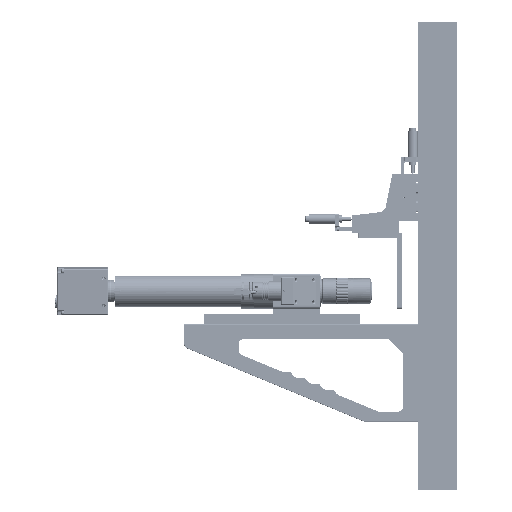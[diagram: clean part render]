
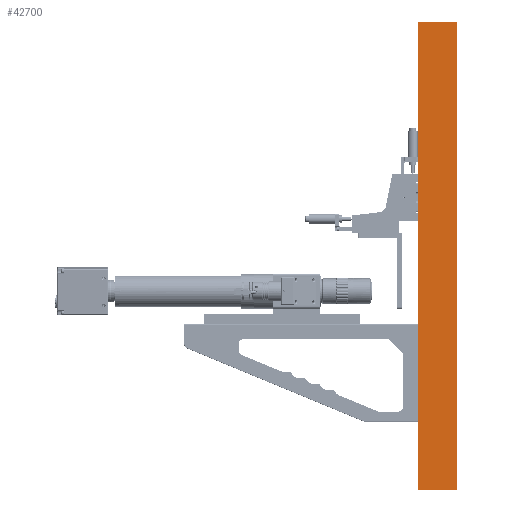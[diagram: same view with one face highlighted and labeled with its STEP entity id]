
A CAD part, left-side view. The second image highlights one B-rep face of the part: STEP entity #42700.
In plain terms, the highlighted face is planar.
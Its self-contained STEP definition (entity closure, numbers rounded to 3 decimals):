
#18841 = VERTEX_POINT ( 'NONE', #133239 ) ;
#27787 = CARTESIAN_POINT ( 'NONE',  ( -300., -150., 50. ) ) ;
#32987 = VECTOR ( 'NONE', #193537, 1000. ) ;
#42700 = ADVANCED_FACE ( 'NONE', ( #188891 ), #152070, .F. ) ;
#49648 = ORIENTED_EDGE ( 'NONE', *, *, #130864, .T. ) ;
#52676 = CARTESIAN_POINT ( 'NONE',  ( 300., -150., 0. ) ) ;
#54893 = CARTESIAN_POINT ( 'NONE',  ( 300., -150., 50. ) ) ;
#55556 = VECTOR ( 'NONE', #141018, 1000. ) ;
#58608 = VERTEX_POINT ( 'NONE', #187456 ) ;
#60495 = LINE ( 'NONE', #27787, #208156 ) ;
#63412 = ORIENTED_EDGE ( 'NONE', *, *, #96319, .T. ) ;
#64959 = LINE ( 'NONE', #129205, #32987 ) ;
#71586 = LINE ( 'NONE', #167507, #181066 ) ;
#71785 = LINE ( 'NONE', #54893, #55556 ) ;
#82813 = ORIENTED_EDGE ( 'NONE', *, *, #87828, .F. ) ;
#86949 = CARTESIAN_POINT ( 'NONE',  ( -300., -150., 50. ) ) ;
#87828 = EDGE_CURVE ( 'NONE', #135687, #58608, #60495, .T. ) ;
#90880 = DIRECTION ( 'NONE',  ( 0., 1., 0. ) ) ;
#96319 = EDGE_CURVE ( 'NONE', #135687, #18841, #71586, .T. ) ;
#100104 = ORIENTED_EDGE ( 'NONE', *, *, #157398, .F. ) ;
#102167 = DIRECTION ( 'NONE',  ( 0., 0., -1. ) ) ;
#124765 = DIRECTION ( 'NONE',  ( 1., 0., 0. ) ) ;
#129205 = CARTESIAN_POINT ( 'NONE',  ( -300., -150., 0. ) ) ;
#130864 = EDGE_CURVE ( 'NONE', #18841, #153040, #64959, .T. ) ;
#133239 = CARTESIAN_POINT ( 'NONE',  ( -300., -150., 0. ) ) ;
#135687 = VERTEX_POINT ( 'NONE', #86949 ) ;
#136240 = CARTESIAN_POINT ( 'NONE',  ( -300., -150., 50. ) ) ;
#140398 = DIRECTION ( 'NONE',  ( 1., 0., 0. ) ) ;
#141018 = DIRECTION ( 'NONE',  ( 0., 0., -1. ) ) ;
#152070 = PLANE ( 'NONE',  #172098 ) ;
#153040 = VERTEX_POINT ( 'NONE', #52676 ) ;
#157398 = EDGE_CURVE ( 'NONE', #58608, #153040, #71785, .T. ) ;
#167507 = CARTESIAN_POINT ( 'NONE',  ( -300., -150., 50. ) ) ;
#172098 = AXIS2_PLACEMENT_3D ( 'NONE', #136240, #90880, #140398 ) ;
#181066 = VECTOR ( 'NONE', #102167, 1000. ) ;
#187456 = CARTESIAN_POINT ( 'NONE',  ( 300., -150., 50. ) ) ;
#188891 = FACE_OUTER_BOUND ( 'NONE', #205062, .T. ) ;
#193537 = DIRECTION ( 'NONE',  ( 1., 0., 0. ) ) ;
#205062 = EDGE_LOOP ( 'NONE', ( #49648, #100104, #82813, #63412 ) ) ;
#208156 = VECTOR ( 'NONE', #124765, 1000. ) ;
